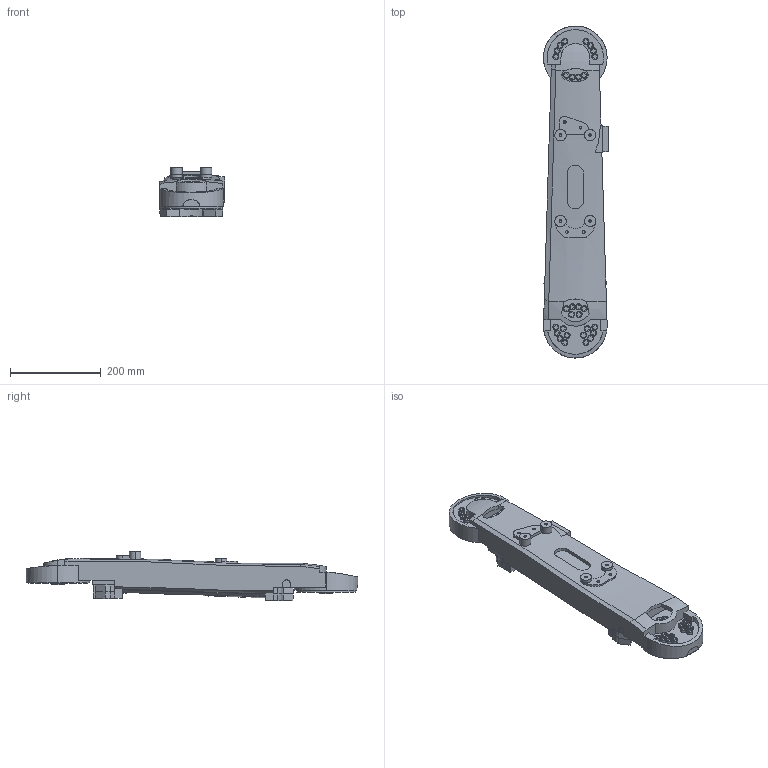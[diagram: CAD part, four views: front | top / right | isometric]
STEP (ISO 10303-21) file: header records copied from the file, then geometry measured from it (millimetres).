
FILE_DESCRIPTION (( 'STEP AP214' ), '1' );
FILE_NAME ('IRB1520ID_4_150__02_link2_step_j.STEP', '2013-04-09T04:59:36', ( 'ABB' ), ( 'ABB' ), 'SwSTEP 2.0', 'SolidWorks 2010', '' );
FILE_SCHEMA (( 'AUTOMOTIVE_DESIGN' ));
Length unit declared in the file: millimetre
Products named in the file (1): IRB1520ID_4_150__02_link2_step_j
Bounding box: 143 x 729.99 x 109 mm (x, y, z)
Volume: 5229896.5 mm3; surface area: 342159.9 mm2
Topology: 1 solids, 1 shells, 675 faces, 1675 edges, 1086 vertices
Faces by surface type: plane 416, cylinder 142, torus 60, bspline 33, cone 24
Entity records: 31264 total; most frequent: CARTESIAN_POINT 8002, ORIENTED_EDGE 3350, DIRECTION 3087, EDGE_CURVE 1675, VERTEX_POINT 1086, VECTOR 1055, LINE 1055, AXIS2_PLACEMENT_3D 1016
